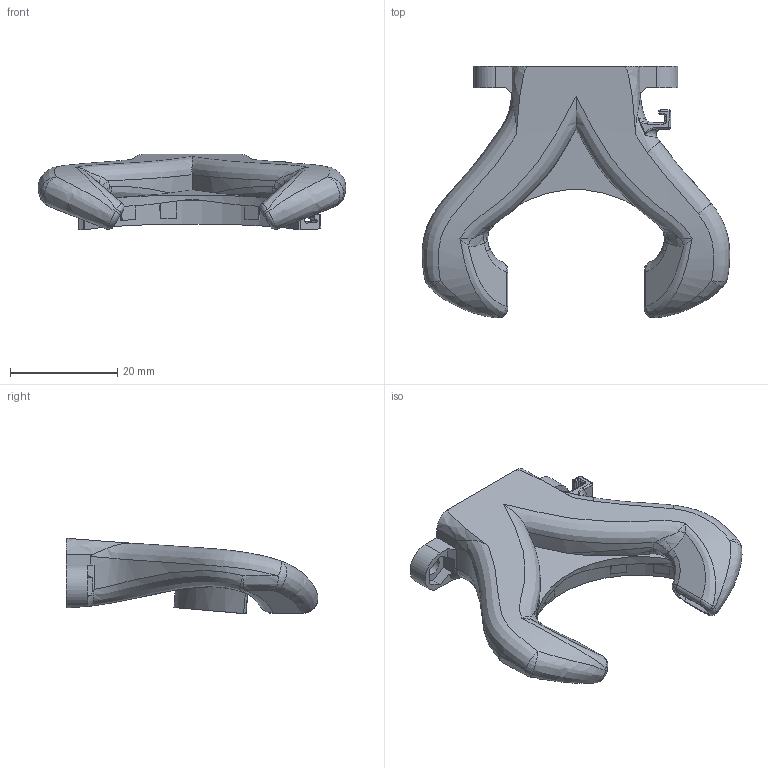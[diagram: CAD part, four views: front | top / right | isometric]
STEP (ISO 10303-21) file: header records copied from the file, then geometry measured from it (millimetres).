
FILE_DESCRIPTION(/* description */ (''),/* implementation_level */ '2;1');
FILE_NAME(/* name */ 'LED fang v13.step',/* time_stamp */ '2021-08-07T13:54:26+02:00',/* author */ (''),/* organization */ (''),/* preprocessor_version */ 'ST-DEVELOPER v18.1',/* originating_system */ 'Autodesk Translation Framework v10.9.0.1377',/* authorisation */ '');
FILE_SCHEMA (('AUTOMOTIVE_DESIGN { 1 0 10303 214 3 1 1 }','MODEL_BASED_INTEGRATED_MANUFACTURING_SCHEMA','AP242_MANAGED_MODEL_BASED_3D_ENGINEERING_MIM_LF { 1 0 10303 442 1 1 4 }'));
Length unit declared in the file: millimetre
Products named in the file (1): LED fang
Bounding box: 57.31 x 46.9 x 14.09 mm (x, y, z)
Volume: 4768 mm3; surface area: 8395 mm2
Topology: 7 solids, 7 shells, 312 faces, 900 edges, 580 vertices
Faces by surface type: bspline 120, plane 109, cylinder 56, sphere 19, torus 8
Full cylindrical faces by diameter (mm): 3.4 x2
Entity records: 21671 total; most frequent: CARTESIAN_POINT 14580, ORIENTED_EDGE 1760, DIRECTION 1070, EDGE_CURVE 880, VERTEX_POINT 580, B_SPLINE_CURVE_WITH_KNOTS 404, AXIS2_PLACEMENT_3D 402, EDGE_LOOP 319
